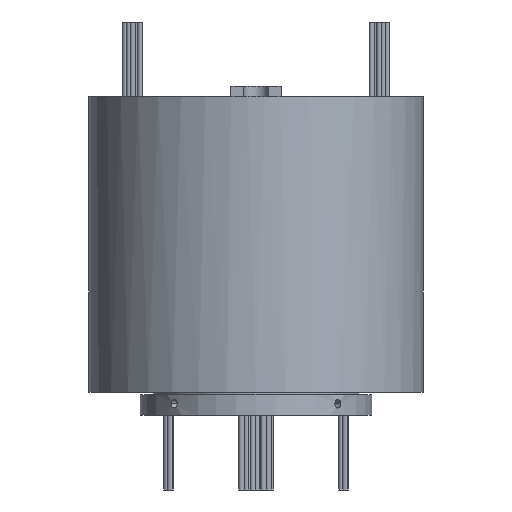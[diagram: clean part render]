
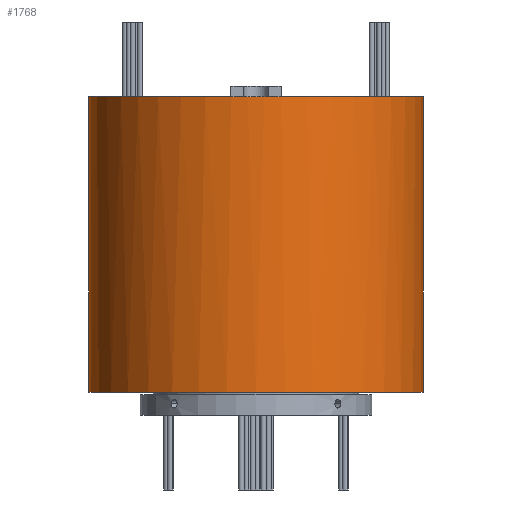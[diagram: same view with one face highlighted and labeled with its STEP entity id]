
A CAD part, front view. The second image highlights one B-rep face of the part: STEP entity #1768.
In plain terms, the highlighted cylindrical face has radius 65 mm (diameter 130 mm), a partial arc.
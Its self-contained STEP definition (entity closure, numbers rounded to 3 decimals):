
#90 = EDGE_LOOP ( 'NONE', ( #7154, #3301, #187, #5703, #1841, #1380 ) ) ;
#121 = AXIS2_PLACEMENT_3D ( 'NONE', #7485, #3243, #8189 ) ;
#187 = ORIENTED_EDGE ( 'NONE', *, *, #8904, .F. ) ;
#330 = VERTEX_POINT ( 'NONE', #1435 ) ;
#518 = DIRECTION ( 'NONE',  ( 0., 0., -1. ) ) ;
#934 = DIRECTION ( 'NONE',  ( 0., 0., -1. ) ) ;
#998 = VERTEX_POINT ( 'NONE', #5123 ) ;
#1014 = VERTEX_POINT ( 'NONE', #2999 ) ;
#1254 = CARTESIAN_POINT ( 'NONE',  ( -65., 0., 123.8 ) ) ;
#1380 = ORIENTED_EDGE ( 'NONE', *, *, #2430, .T. ) ;
#1435 = CARTESIAN_POINT ( 'NONE',  ( -9.75, -64.265, 123.8 ) ) ;
#1768 = ADVANCED_FACE ( 'NONE', ( #7321 ), #8750, .T. ) ;
#1841 = ORIENTED_EDGE ( 'NONE', *, *, #5446, .T. ) ;
#2109 = CARTESIAN_POINT ( 'NONE',  ( 0., 0., 123.8 ) ) ;
#2187 = CIRCLE ( 'NONE', #2829, 65. ) ;
#2382 = CIRCLE ( 'NONE', #8146, 65. ) ;
#2430 = EDGE_CURVE ( 'NONE', #8297, #3825, #2187, .T. ) ;
#2825 = DIRECTION ( 'NONE',  ( 1., 0., 0. ) ) ;
#2829 = AXIS2_PLACEMENT_3D ( 'NONE', #4098, #9080, #4815 ) ;
#2899 = AXIS2_PLACEMENT_3D ( 'NONE', #3786, #934, #8738 ) ;
#2999 = CARTESIAN_POINT ( 'NONE',  ( -65., 0., 123.8 ) ) ;
#3155 = CARTESIAN_POINT ( 'NONE',  ( 9.75, -64.265, 123.8 ) ) ;
#3243 = DIRECTION ( 'NONE',  ( 0., 0., 1. ) ) ;
#3301 = ORIENTED_EDGE ( 'NONE', *, *, #7606, .F. ) ;
#3512 = VECTOR ( 'NONE', #5247, 1000. ) ;
#3786 = CARTESIAN_POINT ( 'NONE',  ( 0., 0., 123.8 ) ) ;
#3825 = VERTEX_POINT ( 'NONE', #7113 ) ;
#3933 = CARTESIAN_POINT ( 'NONE',  ( 0., 0., 123.8 ) ) ;
#4098 = CARTESIAN_POINT ( 'NONE',  ( 0., 0., 9. ) ) ;
#4205 = CIRCLE ( 'NONE', #4357, 65. ) ;
#4357 = AXIS2_PLACEMENT_3D ( 'NONE', #3933, #8902, #4649 ) ;
#4649 = DIRECTION ( 'NONE',  ( 1., 0., 0. ) ) ;
#4714 = EDGE_CURVE ( 'NONE', #998, #3825, #9155, .T. ) ;
#4815 = DIRECTION ( 'NONE',  ( 1., 0., 0. ) ) ;
#5123 = CARTESIAN_POINT ( 'NONE',  ( 65., 0., 123.8 ) ) ;
#5247 = DIRECTION ( 'NONE',  ( 0., 0., -1. ) ) ;
#5389 = VECTOR ( 'NONE', #518, 1000. ) ;
#5446 = EDGE_CURVE ( 'NONE', #1014, #8297, #7290, .T. ) ;
#5703 = ORIENTED_EDGE ( 'NONE', *, *, #6262, .F. ) ;
#6262 = EDGE_CURVE ( 'NONE', #1014, #330, #2382, .T. ) ;
#6521 = CARTESIAN_POINT ( 'NONE',  ( -65., 0., 9. ) ) ;
#6724 = CIRCLE ( 'NONE', #121, 65. ) ;
#7082 = DIRECTION ( 'NONE',  ( 0., 0., 1. ) ) ;
#7113 = CARTESIAN_POINT ( 'NONE',  ( 65., 0., 9. ) ) ;
#7154 = ORIENTED_EDGE ( 'NONE', *, *, #4714, .F. ) ;
#7290 = LINE ( 'NONE', #1254, #5389 ) ;
#7321 = FACE_OUTER_BOUND ( 'NONE', #90, .T. ) ;
#7485 = CARTESIAN_POINT ( 'NONE',  ( 0., 0., 123.8 ) ) ;
#7606 = EDGE_CURVE ( 'NONE', #8380, #998, #4205, .T. ) ;
#8146 = AXIS2_PLACEMENT_3D ( 'NONE', #2109, #7082, #2825 ) ;
#8189 = DIRECTION ( 'NONE',  ( 1., 0., 0. ) ) ;
#8297 = VERTEX_POINT ( 'NONE', #6521 ) ;
#8380 = VERTEX_POINT ( 'NONE', #3155 ) ;
#8738 = DIRECTION ( 'NONE',  ( -1., 0., 0. ) ) ;
#8750 = CYLINDRICAL_SURFACE ( 'NONE', #2899, 65. ) ;
#8777 = CARTESIAN_POINT ( 'NONE',  ( 65., 0., 123.8 ) ) ;
#8902 = DIRECTION ( 'NONE',  ( 0., 0., 1. ) ) ;
#8904 = EDGE_CURVE ( 'NONE', #330, #8380, #6724, .T. ) ;
#9080 = DIRECTION ( 'NONE',  ( 0., 0., 1. ) ) ;
#9155 = LINE ( 'NONE', #8777, #3512 ) ;
